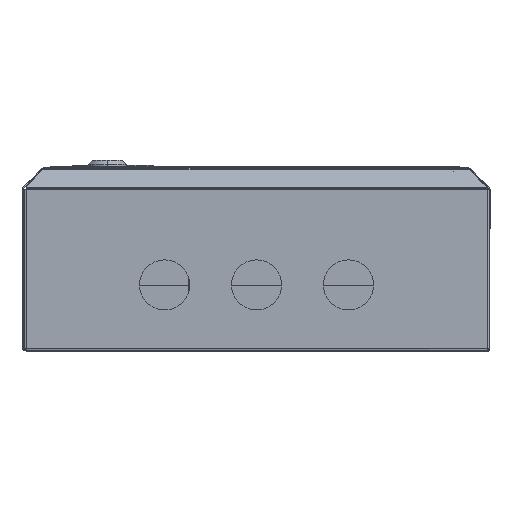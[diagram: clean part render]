
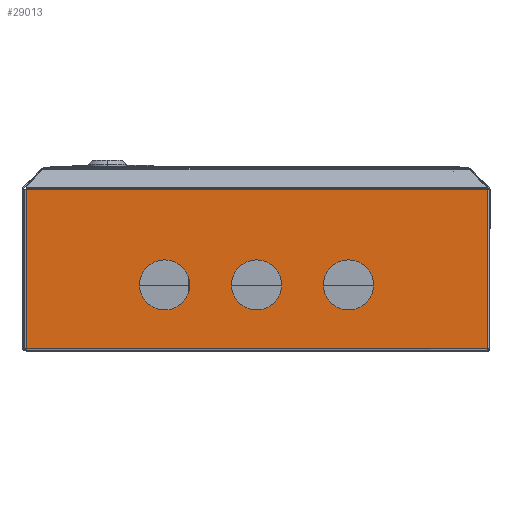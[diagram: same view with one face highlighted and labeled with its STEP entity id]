
A CAD part, front view. The second image highlights one B-rep face of the part: STEP entity #29013.
In plain terms, the highlighted planar face has unit normal (0, -1, 0).
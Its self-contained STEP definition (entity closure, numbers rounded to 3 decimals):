
#465 = EDGE_CURVE ( 'NONE', #4879, #30092, #23112, .T. ) ;
#627 = ORIENTED_EDGE ( 'NONE', *, *, #11907, .F. ) ;
#696 = FACE_OUTER_BOUND ( 'NONE', #25528, .T. ) ;
#845 = DIRECTION ( 'NONE',  ( 0., 0., -1. ) ) ;
#1156 = CIRCLE ( 'NONE', #6746, 15. ) ;
#1269 = CARTESIAN_POINT ( 'NONE',  ( 0., 0., 95.4 ) ) ;
#1782 = EDGE_CURVE ( 'NONE', #9274, #30139, #5890, .T. ) ;
#1839 = EDGE_LOOP ( 'NONE', ( #22478, #15432 ) ) ;
#2610 = CIRCLE ( 'NONE', #27557, 15. ) ;
#2664 = CARTESIAN_POINT ( 'NONE',  ( -84.65, 0., 38.3 ) ) ;
#3084 = VECTOR ( 'NONE', #845, 1000. ) ;
#3243 = VECTOR ( 'NONE', #29483, 1000. ) ;
#3315 = VERTEX_POINT ( 'NONE', #13726 ) ;
#3370 = EDGE_CURVE ( 'NONE', #10688, #32031, #10055, .T. ) ;
#3403 = AXIS2_PLACEMENT_3D ( 'NONE', #27082, #12065, #29592 ) ;
#3853 = CARTESIAN_POINT ( 'NONE',  ( -277.6, 0., 0. ) ) ;
#4299 = CIRCLE ( 'NONE', #3403, 15. ) ;
#4698 = CARTESIAN_POINT ( 'NONE',  ( -139.65, 0., 38.3 ) ) ;
#4879 = VERTEX_POINT ( 'NONE', #24806 ) ;
#4921 = CARTESIAN_POINT ( 'NONE',  ( 0., 0., 0. ) ) ;
#5197 = DIRECTION ( 'NONE',  ( 1., 0., 0. ) ) ;
#5674 = CARTESIAN_POINT ( 'NONE',  ( -99.65, 0., 38.3 ) ) ;
#5852 = DIRECTION ( 'NONE',  ( 0., -1., 0. ) ) ;
#5890 = CIRCLE ( 'NONE', #22993, 15. ) ;
#6297 = DIRECTION ( 'NONE',  ( -1., 0., 0. ) ) ;
#6746 = AXIS2_PLACEMENT_3D ( 'NONE', #2664, #20153, #5197 ) ;
#7182 = DIRECTION ( 'NONE',  ( 1., 0., 0. ) ) ;
#7311 = VERTEX_POINT ( 'NONE', #5674 ) ;
#7314 = FACE_BOUND ( 'NONE', #1839, .T. ) ;
#7417 = DIRECTION ( 'NONE',  ( -1., 0., 0. ) ) ;
#9274 = VERTEX_POINT ( 'NONE', #25603 ) ;
#9331 = CARTESIAN_POINT ( 'NONE',  ( -1.7, 0., 95.4 ) ) ;
#9673 = FACE_BOUND ( 'NONE', #21991, .T. ) ;
#9709 = EDGE_LOOP ( 'NONE', ( #26867, #29406 ) ) ;
#9862 = LINE ( 'NONE', #9331, #3243 ) ;
#10055 = LINE ( 'NONE', #1269, #29278 ) ;
#10357 = CARTESIAN_POINT ( 'NONE',  ( -194.65, 0., 38.3 ) ) ;
#10391 = DIRECTION ( 'NONE',  ( 0., -1., 0. ) ) ;
#10688 = VERTEX_POINT ( 'NONE', #16754 ) ;
#11660 = CARTESIAN_POINT ( 'NONE',  ( -139.65, 0., 38.3 ) ) ;
#11907 = EDGE_CURVE ( 'NONE', #10688, #22299, #9862, .T. ) ;
#11926 = CARTESIAN_POINT ( 'NONE',  ( -277.6, 0., 95.4 ) ) ;
#11993 = ORIENTED_EDGE ( 'NONE', *, *, #3370, .T. ) ;
#12065 = DIRECTION ( 'NONE',  ( 0., -1., 0. ) ) ;
#12874 = DIRECTION ( 'NONE',  ( -1., 0., 0. ) ) ;
#13726 = CARTESIAN_POINT ( 'NONE',  ( -69.65, 0., 38.3 ) ) ;
#13934 = VERTEX_POINT ( 'NONE', #3853 ) ;
#14185 = DIRECTION ( 'NONE',  ( 1., 0., 0. ) ) ;
#14695 = AXIS2_PLACEMENT_3D ( 'NONE', #11660, #29198, #14185 ) ;
#15432 = ORIENTED_EDGE ( 'NONE', *, *, #1782, .F. ) ;
#15807 = CARTESIAN_POINT ( 'NONE',  ( -277.6, 0., 95.4 ) ) ;
#15981 = LINE ( 'NONE', #4921, #16771 ) ;
#16062 = CIRCLE ( 'NONE', #14695, 15. ) ;
#16354 = FACE_BOUND ( 'NONE', #9709, .T. ) ;
#16754 = CARTESIAN_POINT ( 'NONE',  ( -1.7, 0., 95.4 ) ) ;
#16771 = VECTOR ( 'NONE', #7417, 1000. ) ;
#18136 = EDGE_CURVE ( 'NONE', #32031, #13934, #22235, .T. ) ;
#19034 = EDGE_CURVE ( 'NONE', #22299, #13934, #15981, .T. ) ;
#19390 = EDGE_CURVE ( 'NONE', #30092, #4879, #16062, .T. ) ;
#19770 = EDGE_CURVE ( 'NONE', #3315, #7311, #4299, .T. ) ;
#19883 = EDGE_CURVE ( 'NONE', #7311, #3315, #1156, .T. ) ;
#20153 = DIRECTION ( 'NONE',  ( 0., -1., 0. ) ) ;
#20349 = CARTESIAN_POINT ( 'NONE',  ( 0., 0., 95.4 ) ) ;
#20796 = CARTESIAN_POINT ( 'NONE',  ( -194.65, 0., 38.3 ) ) ;
#21846 = EDGE_CURVE ( 'NONE', #30139, #9274, #2610, .T. ) ;
#21991 = EDGE_LOOP ( 'NONE', ( #32061, #23769 ) ) ;
#22169 = DIRECTION ( 'NONE',  ( 0., -1., 0. ) ) ;
#22235 = LINE ( 'NONE', #15807, #3084 ) ;
#22299 = VERTEX_POINT ( 'NONE', #25315 ) ;
#22408 = AXIS2_PLACEMENT_3D ( 'NONE', #20349, #10391, #27928 ) ;
#22478 = ORIENTED_EDGE ( 'NONE', *, *, #21846, .F. ) ;
#22993 = AXIS2_PLACEMENT_3D ( 'NONE', #20796, #5852, #23301 ) ;
#23112 = CIRCLE ( 'NONE', #31169, 15. ) ;
#23301 = DIRECTION ( 'NONE',  ( -1., 0., 0. ) ) ;
#23769 = ORIENTED_EDGE ( 'NONE', *, *, #465, .F. ) ;
#24806 = CARTESIAN_POINT ( 'NONE',  ( -154.65, 0., 38.3 ) ) ;
#24912 = ORIENTED_EDGE ( 'NONE', *, *, #19034, .F. ) ;
#25315 = CARTESIAN_POINT ( 'NONE',  ( -1.7, 0., 0. ) ) ;
#25401 = PLANE ( 'NONE',  #22408 ) ;
#25528 = EDGE_LOOP ( 'NONE', ( #24912, #627, #11993, #32408 ) ) ;
#25603 = CARTESIAN_POINT ( 'NONE',  ( -209.65, 0., 38.3 ) ) ;
#26867 = ORIENTED_EDGE ( 'NONE', *, *, #19770, .F. ) ;
#27082 = CARTESIAN_POINT ( 'NONE',  ( -84.65, 0., 38.3 ) ) ;
#27557 = AXIS2_PLACEMENT_3D ( 'NONE', #10357, #27898, #12874 ) ;
#27628 = CARTESIAN_POINT ( 'NONE',  ( -179.65, 0., 38.3 ) ) ;
#27898 = DIRECTION ( 'NONE',  ( 0., -1., 0. ) ) ;
#27928 = DIRECTION ( 'NONE',  ( 1., 0., 0. ) ) ;
#29013 = ADVANCED_FACE ( 'NONE', ( #7314, #16354, #9673, #696 ), #25401, .T. ) ;
#29198 = DIRECTION ( 'NONE',  ( 0., -1., 0. ) ) ;
#29278 = VECTOR ( 'NONE', #6297, 1000. ) ;
#29406 = ORIENTED_EDGE ( 'NONE', *, *, #19883, .F. ) ;
#29483 = DIRECTION ( 'NONE',  ( 0., 0., -1. ) ) ;
#29592 = DIRECTION ( 'NONE',  ( 1., 0., 0. ) ) ;
#29840 = CARTESIAN_POINT ( 'NONE',  ( -124.65, 0., 38.3 ) ) ;
#30092 = VERTEX_POINT ( 'NONE', #29840 ) ;
#30139 = VERTEX_POINT ( 'NONE', #27628 ) ;
#31169 = AXIS2_PLACEMENT_3D ( 'NONE', #4698, #22169, #7182 ) ;
#32031 = VERTEX_POINT ( 'NONE', #11926 ) ;
#32061 = ORIENTED_EDGE ( 'NONE', *, *, #19390, .F. ) ;
#32408 = ORIENTED_EDGE ( 'NONE', *, *, #18136, .T. ) ;
